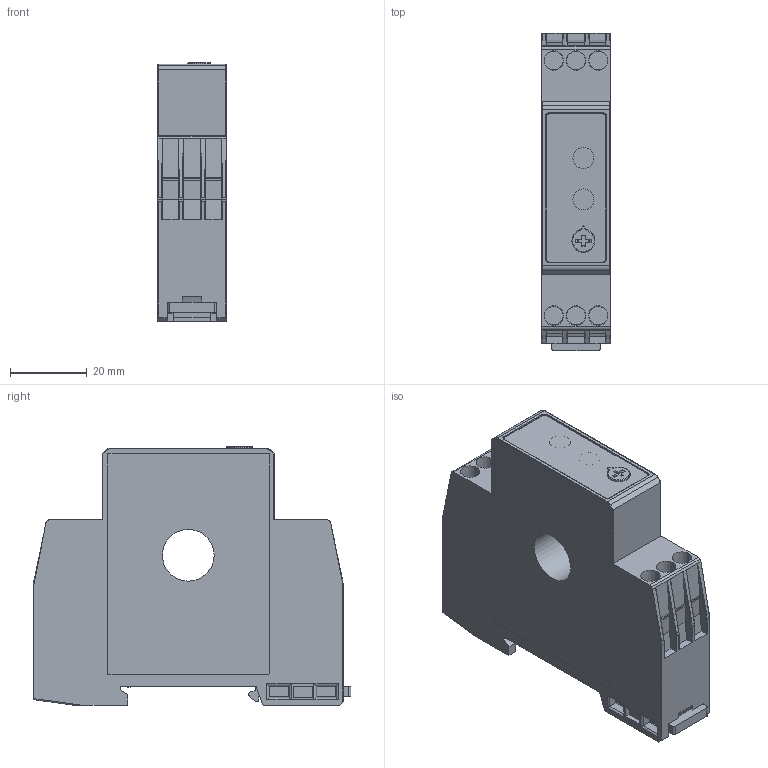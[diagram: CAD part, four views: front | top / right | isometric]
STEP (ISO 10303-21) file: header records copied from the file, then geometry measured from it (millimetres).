
FILE_DESCRIPTION(/* description */ (''),/* implementation_level */ '2;1');
FILE_NAME(/* name */ 'DIA53.stp',/* time_stamp */ '2017-01-25T14:25:41+01:00',/* author */ ('rtamburlin'),/* organization */ (''),/* preprocessor_version */ 'ST-DEVELOPER v16.5',/* originating_system */ 'Autodesk Inventor 2017',/* authorisation */ '');
FILE_SCHEMA (('AUTOMOTIVE_DESIGN { 1 0 10303 214 3 1 1 }'));
Length unit declared in the file: millimetre
Products named in the file (1): DIA53
Bounding box: 17.9 x 82.95 x 67.59 mm (x, y, z)
Volume: 75015.2 mm3; surface area: 16809.3 mm2
Topology: 1 solids, 11 shells, 467 faces, 1188 edges, 733 vertices
Faces by surface type: plane 238, cylinder 182, cone 32, torus 7, bspline 4, sphere 4
Full cylindrical faces by diameter (mm): 2 x1, 13.5 x1
Entity records: 18538 total; most frequent: CARTESIAN_POINT 6810, DIRECTION 2343, ORIENTED_EDGE 2332, EDGE_CURVE 1165, AXIS2_PLACEMENT_3D 800, LINE 743, VECTOR 743, VERTEX_POINT 733
